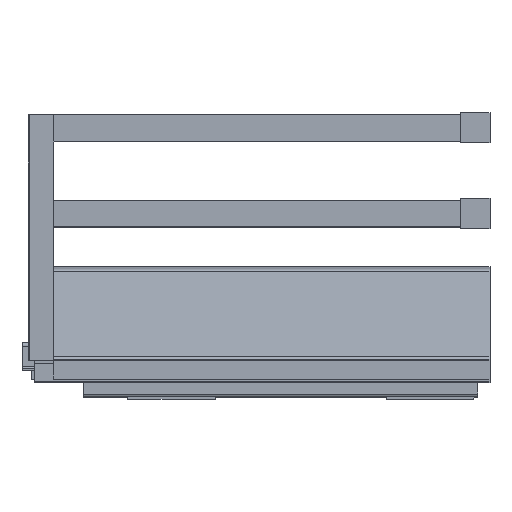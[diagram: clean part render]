
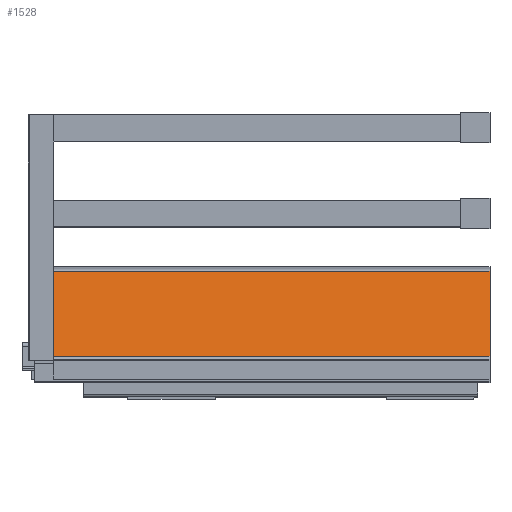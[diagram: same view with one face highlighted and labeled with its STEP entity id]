
A CAD part, top view. The second image highlights one B-rep face of the part: STEP entity #1528.
In plain terms, the highlighted planar face has unit normal (0, 0.208, 0.978).
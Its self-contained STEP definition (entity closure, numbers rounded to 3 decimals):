
#99 = VERTEX_POINT ( 'NONE', #603 ) ;
#166 = EDGE_CURVE ( 'NONE', #4254, #99, #4825, .T. ) ;
#411 = ORIENTED_EDGE ( 'NONE', *, *, #3855, .F. ) ;
#603 = CARTESIAN_POINT ( 'NONE',  ( 0., 80.422, 21.003 ) ) ;
#1077 = ORIENTED_EDGE ( 'NONE', *, *, #9157, .T. ) ;
#1528 = ADVANCED_FACE ( 'NONE', ( #5531 ), #12641, .T. ) ;
#1622 = DIRECTION ( 'NONE',  ( 0., -0.978, 0.208 ) ) ;
#1784 = CARTESIAN_POINT ( 'NONE',  ( -325.5, 80.422, 21.003 ) ) ;
#2683 = CARTESIAN_POINT ( 'NONE',  ( -342., 80.422, 21.003 ) ) ;
#3268 = ORIENTED_EDGE ( 'NONE', *, *, #9751, .T. ) ;
#3447 = CARTESIAN_POINT ( 'NONE',  ( 0., 17.084, 34.466 ) ) ;
#3808 = CARTESIAN_POINT ( 'NONE',  ( 0., 80.422, 21.003 ) ) ;
#3855 = EDGE_CURVE ( 'NONE', #99, #6468, #12560, .T. ) ;
#4254 = VERTEX_POINT ( 'NONE', #1784 ) ;
#4663 = DIRECTION ( 'NONE',  ( 0., -0.978, 0.208 ) ) ;
#4801 = VERTEX_POINT ( 'NONE', #10010 ) ;
#4825 = LINE ( 'NONE', #2683, #8934 ) ;
#5531 = FACE_OUTER_BOUND ( 'NONE', #5726, .T. ) ;
#5726 = EDGE_LOOP ( 'NONE', ( #12877, #1077, #3268, #411 ) ) ;
#5876 = AXIS2_PLACEMENT_3D ( 'NONE', #10552, #8581, #1622 ) ;
#6021 = DIRECTION ( 'NONE',  ( 0., -0.978, 0.208 ) ) ;
#6468 = VERTEX_POINT ( 'NONE', #9335 ) ;
#7420 = LINE ( 'NONE', #3447, #9277 ) ;
#7585 = LINE ( 'NONE', #11574, #10220 ) ;
#8581 = DIRECTION ( 'NONE',  ( 0., 0.208, 0.978 ) ) ;
#8934 = VECTOR ( 'NONE', #10762, 1000. ) ;
#9157 = EDGE_CURVE ( 'NONE', #4254, #4801, #7585, .T. ) ;
#9277 = VECTOR ( 'NONE', #9370, 1000. ) ;
#9335 = CARTESIAN_POINT ( 'NONE',  ( 0., 17.084, 34.466 ) ) ;
#9370 = DIRECTION ( 'NONE',  ( 1., 0., 0. ) ) ;
#9751 = EDGE_CURVE ( 'NONE', #4801, #6468, #7420, .T. ) ;
#10010 = CARTESIAN_POINT ( 'NONE',  ( -325.5, 17.084, 34.466 ) ) ;
#10220 = VECTOR ( 'NONE', #6021, 1000. ) ;
#10552 = CARTESIAN_POINT ( 'NONE',  ( -342., 80.422, 21.003 ) ) ;
#10762 = DIRECTION ( 'NONE',  ( 1., 0., 0. ) ) ;
#10782 = VECTOR ( 'NONE', #4663, 1000. ) ;
#11574 = CARTESIAN_POINT ( 'NONE',  ( -325.5, 80.422, 21.003 ) ) ;
#12560 = LINE ( 'NONE', #3808, #10782 ) ;
#12641 = PLANE ( 'NONE',  #5876 ) ;
#12877 = ORIENTED_EDGE ( 'NONE', *, *, #166, .F. ) ;
